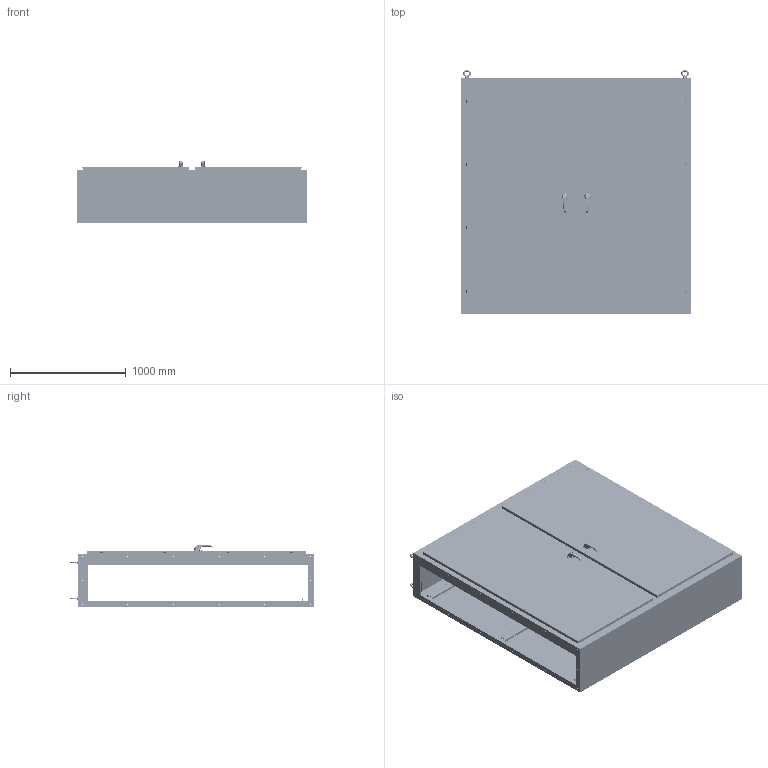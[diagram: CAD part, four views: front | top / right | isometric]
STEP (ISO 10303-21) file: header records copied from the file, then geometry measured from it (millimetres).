
FILE_DESCRIPTION (( 'STEP AP214' ), '1' );
FILE_NAME ('SCE-N80C7818.STEP', '2024-06-18T14:04:31', ( '' ), ( '' ), 'SwSTEP 2.0', 'SolidWorks 2023', '' );
FILE_SCHEMA (( 'AUTOMOTIVE_DESIGN' ));
Length unit declared in the file: inch
Products named in the file (1): SCE-N80C7818
Bounding box: 1974.85 x 2106.68 x 534.57 mm (x, y, z)
Volume: 33218967.8 mm3; surface area: 24783753.9 mm2
Topology: 50 solids, 60 shells, 8109 faces, 20819 edges, 12845 vertices
Faces by surface type: plane 3270, cylinder 2701, bspline 1666, cone 303, torus 169
Full cylindrical faces by diameter (mm): 1.016 x8, 3.978 x8, 4.191 x2, 4.318 x40, 4.978 x32, 5.016 x6, 5.207 x16, 5.232 x16, 5.537 x8, 6.096 x16, 6.198 x16, 6.35 x16, 9.525 x20, 10.323 x16, 11.112 x8, 11.113 x16, 15.24 x4, 16 x3, 22 x2, 29.8 x4
Entity records: 395574 total; most frequent: CARTESIAN_POINT 215209, ORIENTED_EDGE 40056, DIRECTION 33019, EDGE_CURVE 20028, VERTEX_POINT 12627, AXIS2_PLACEMENT_3D 11759, VECTOR 9501, LINE 9501
